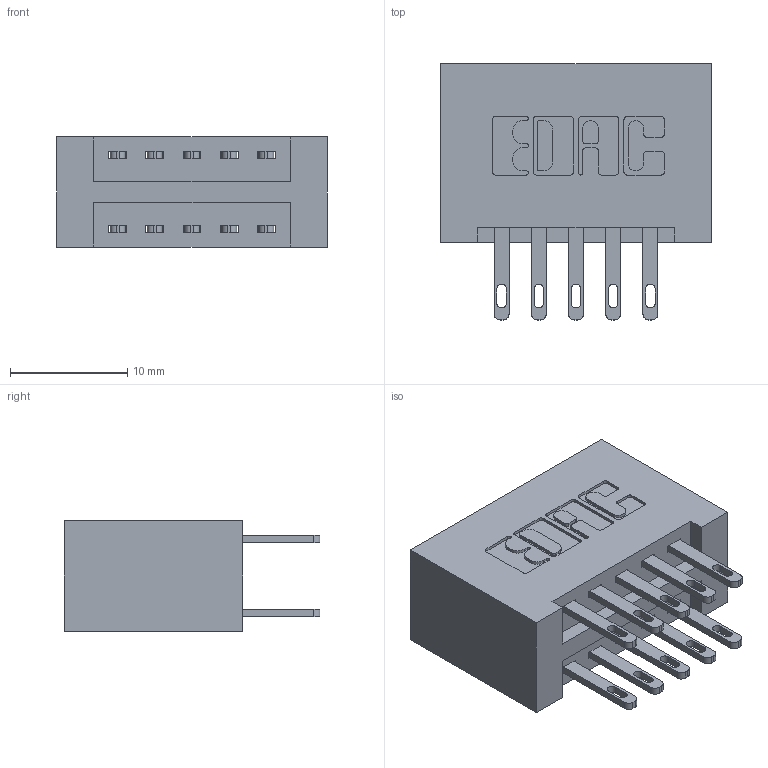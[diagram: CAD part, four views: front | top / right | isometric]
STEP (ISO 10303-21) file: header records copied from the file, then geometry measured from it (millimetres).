
FILE_DESCRIPTION (( 'STEP AP203' ), '1' );
FILE_NAME ('896-010-500-201.STEP', '2021-07-27T14:14:36', ( '' ), ( '' ), 'SwSTEP 2.0', 'SolidWorks 2020', '' );
FILE_SCHEMA (( 'CONFIG_CONTROL_DESIGN' ));
Length unit declared in the file: inch
Products named in the file (3): 846 Part_No Mounting Lugs; 345-292-001_345-293-100; 896-010-500-201
Assembly tree (11 placements, depth 2):
  896-010-500-201
    846 Part_No Mounting Lugs
    345-292-001_345-293-100  x10
Bounding box: 23.11 x 21.84 x 9.4 mm (x, y, z)
Volume: 2570.4 mm3; surface area: 3219.5 mm2
Topology: 11 solids, 11 shells, 594 faces, 1775 edges, 1182 vertices
Faces by surface type: plane 362, cylinder 232
Entity records: 7897 total; most frequent: CARTESIAN_POINT 1348, ORIENTED_EDGE 1282, DIRECTION 1237, EDGE_CURVE 641, LINE 493, VECTOR 493, VERTEX_POINT 426, AXIS2_PLACEMENT_3D 372
